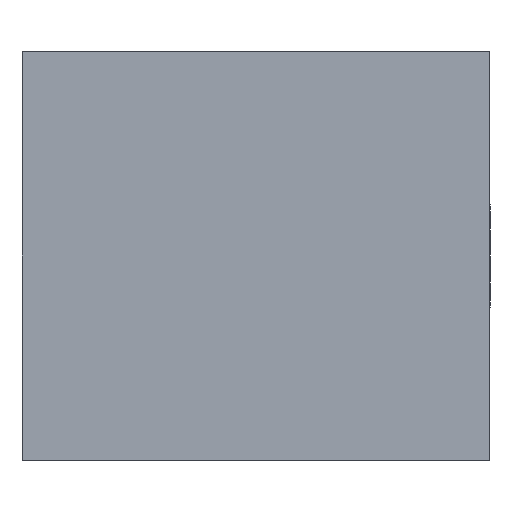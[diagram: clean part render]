
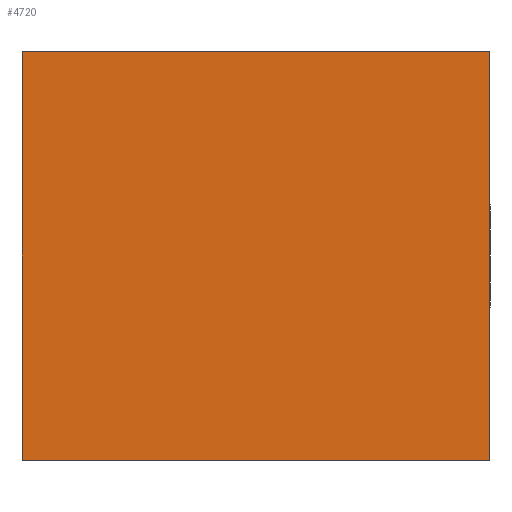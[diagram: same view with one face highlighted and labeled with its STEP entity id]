
A CAD part, left-side view. The second image highlights one B-rep face of the part: STEP entity #4720.
In plain terms, the highlighted planar face has unit normal (-1, 0, 0).
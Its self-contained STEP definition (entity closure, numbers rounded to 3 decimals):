
#320 = ORIENTED_EDGE ( 'NONE', *, *, #2570, .F. ) ;
#733 = FACE_OUTER_BOUND ( 'NONE', #2417, .T. ) ;
#915 = DIRECTION ( 'NONE',  ( 0., 1., 0. ) ) ;
#2247 = VERTEX_POINT ( 'NONE', #2476 ) ;
#2385 = CARTESIAN_POINT ( 'NONE',  ( 0., -50.8, 0. ) ) ;
#2417 = EDGE_LOOP ( 'NONE', ( #2875, #320, #4319, #5451 ) ) ;
#2446 = DIRECTION ( 'NONE',  ( 0., 0., 1. ) ) ;
#2476 = CARTESIAN_POINT ( 'NONE',  ( 0., 0., 44.44 ) ) ;
#2479 = CARTESIAN_POINT ( 'NONE',  ( 0., 0., 0. ) ) ;
#2570 = EDGE_CURVE ( 'NONE', #2585, #4438, #5103, .T. ) ;
#2585 = VERTEX_POINT ( 'NONE', #2385 ) ;
#2685 = CARTESIAN_POINT ( 'NONE',  ( 0., -50.8, 44.44 ) ) ;
#2794 = EDGE_CURVE ( 'NONE', #4438, #2247, #5799, .T. ) ;
#2875 = ORIENTED_EDGE ( 'NONE', *, *, #2794, .F. ) ;
#3162 = DIRECTION ( 'NONE',  ( -1., 0., 0. ) ) ;
#3430 = VECTOR ( 'NONE', #9082, 1000. ) ;
#3467 = VERTEX_POINT ( 'NONE', #9701 ) ;
#3865 = CARTESIAN_POINT ( 'NONE',  ( 0., -50.8, 0. ) ) ;
#3937 = DIRECTION ( 'NONE',  ( 0., 0., 1. ) ) ;
#4319 = ORIENTED_EDGE ( 'NONE', *, *, #9768, .T. ) ;
#4438 = VERTEX_POINT ( 'NONE', #2479 ) ;
#4720 = ADVANCED_FACE ( 'NONE', ( #733 ), #5580, .T. ) ;
#5103 = LINE ( 'NONE', #5396, #6981 ) ;
#5396 = CARTESIAN_POINT ( 'NONE',  ( 0., -50.8, 0. ) ) ;
#5451 = ORIENTED_EDGE ( 'NONE', *, *, #5796, .T. ) ;
#5580 = PLANE ( 'NONE',  #7617 ) ;
#5613 = DIRECTION ( 'NONE',  ( 0., 1., 0. ) ) ;
#5796 = EDGE_CURVE ( 'NONE', #3467, #2247, #6036, .T. ) ;
#5799 = LINE ( 'NONE', #7581, #3430 ) ;
#6036 = LINE ( 'NONE', #2685, #8988 ) ;
#6769 = VECTOR ( 'NONE', #2446, 1000. ) ;
#6889 = LINE ( 'NONE', #3865, #6769 ) ;
#6981 = VECTOR ( 'NONE', #915, 1000. ) ;
#7581 = CARTESIAN_POINT ( 'NONE',  ( 0., 0., 0. ) ) ;
#7617 = AXIS2_PLACEMENT_3D ( 'NONE', #7667, #3162, #3937 ) ;
#7667 = CARTESIAN_POINT ( 'NONE',  ( 0., -50.8, 0. ) ) ;
#8988 = VECTOR ( 'NONE', #5613, 1000. ) ;
#9082 = DIRECTION ( 'NONE',  ( 0., 0., 1. ) ) ;
#9701 = CARTESIAN_POINT ( 'NONE',  ( 0., -50.8, 44.44 ) ) ;
#9768 = EDGE_CURVE ( 'NONE', #2585, #3467, #6889, .T. ) ;
